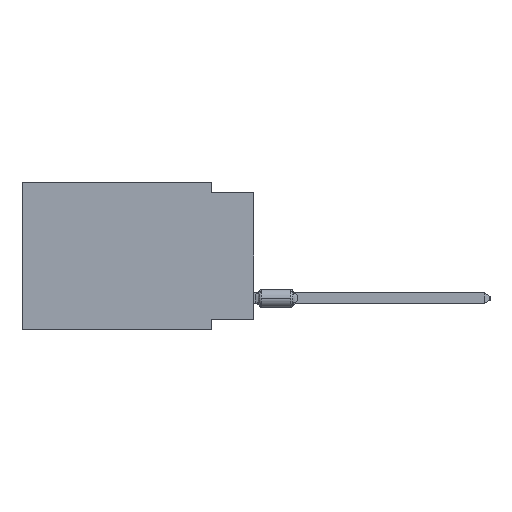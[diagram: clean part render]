
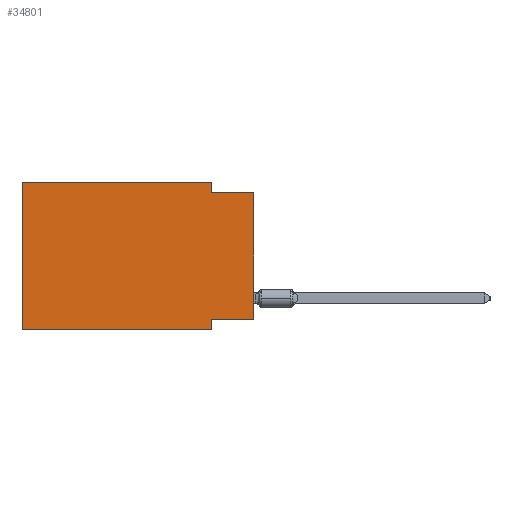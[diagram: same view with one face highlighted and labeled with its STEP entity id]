
A CAD part, left-side view. The second image highlights one B-rep face of the part: STEP entity #34801.
In plain terms, the highlighted planar face has unit normal (-1, 0, 0).
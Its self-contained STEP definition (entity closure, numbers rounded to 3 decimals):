
#389 = VERTEX_POINT ( 'NONE', #26683 ) ;
#1254 = VERTEX_POINT ( 'NONE', #3712 ) ;
#3712 = CARTESIAN_POINT ( 'NONE',  ( 0., 2.54, 0. ) ) ;
#5054 = CARTESIAN_POINT ( 'NONE',  ( 0., 2.54, 0. ) ) ;
#6727 = VERTEX_POINT ( 'NONE', #67701 ) ;
#7407 = ORIENTED_EDGE ( 'NONE', *, *, #20385, .F. ) ;
#7575 = VECTOR ( 'NONE', #68089, 1000. ) ;
#10102 = VERTEX_POINT ( 'NONE', #23821 ) ;
#10898 = VERTEX_POINT ( 'NONE', #30121 ) ;
#12290 = ORIENTED_EDGE ( 'NONE', *, *, #69333, .T. ) ;
#13510 = VERTEX_POINT ( 'NONE', #39107 ) ;
#13835 = EDGE_CURVE ( 'NONE', #6727, #13510, #61260, .T. ) ;
#13949 = LINE ( 'NONE', #19712, #58606 ) ;
#15692 = AXIS2_PLACEMENT_3D ( 'NONE', #65609, #64397, #34334 ) ;
#15907 = ORIENTED_EDGE ( 'NONE', *, *, #19582, .F. ) ;
#18417 = CARTESIAN_POINT ( 'NONE',  ( 0., 2.54, -0.635 ) ) ;
#19075 = CARTESIAN_POINT ( 'NONE',  ( 0., 13.97, 0. ) ) ;
#19582 = EDGE_CURVE ( 'NONE', #13510, #60992, #76495, .T. ) ;
#19712 = CARTESIAN_POINT ( 'NONE',  ( 0., 13.97, -8.89 ) ) ;
#20063 = CARTESIAN_POINT ( 'NONE',  ( 0., 2.54, -8.89 ) ) ;
#20385 = EDGE_CURVE ( 'NONE', #10898, #10102, #26468, .T. ) ;
#21423 = EDGE_CURVE ( 'NONE', #10102, #1254, #64535, .T. ) ;
#23778 = CARTESIAN_POINT ( 'NONE',  ( 0., 0., -8.255 ) ) ;
#23821 = CARTESIAN_POINT ( 'NONE',  ( 0., 13.97, 0. ) ) ;
#24442 = CARTESIAN_POINT ( 'NONE',  ( 0., 0., -0.635 ) ) ;
#25011 = DIRECTION ( 'NONE',  ( 0., 1., 0. ) ) ;
#25638 = ORIENTED_EDGE ( 'NONE', *, *, #54544, .F. ) ;
#25771 = CARTESIAN_POINT ( 'NONE',  ( 0., 0., 0. ) ) ;
#25843 = DIRECTION ( 'NONE',  ( 0., -1., 0. ) ) ;
#26468 = LINE ( 'NONE', #19075, #38405 ) ;
#26683 = CARTESIAN_POINT ( 'NONE',  ( 0., 0., -0.635 ) ) ;
#29361 = DIRECTION ( 'NONE',  ( 0., 0., -1. ) ) ;
#30121 = CARTESIAN_POINT ( 'NONE',  ( 0., 13.97, -8.89 ) ) ;
#34334 = DIRECTION ( 'NONE',  ( 0., 0., -1. ) ) ;
#34801 = ADVANCED_FACE ( 'NONE', ( #52859 ), #39295, .F. ) ;
#34862 = CARTESIAN_POINT ( 'NONE',  ( 0., 2.54, -8.89 ) ) ;
#36366 = LINE ( 'NONE', #5054, #71872 ) ;
#38405 = VECTOR ( 'NONE', #43810, 1000. ) ;
#38671 = ORIENTED_EDGE ( 'NONE', *, *, #49202, .T. ) ;
#39107 = CARTESIAN_POINT ( 'NONE',  ( 0., 2.54, -8.255 ) ) ;
#39295 = PLANE ( 'NONE',  #15692 ) ;
#42995 = LINE ( 'NONE', #24442, #7575 ) ;
#43810 = DIRECTION ( 'NONE',  ( 0., 0., 1. ) ) ;
#44809 = DIRECTION ( 'NONE',  ( 0., 0., -1. ) ) ;
#45192 = VECTOR ( 'NONE', #68609, 1000. ) ;
#49202 = EDGE_CURVE ( 'NONE', #10898, #60992, #13949, .T. ) ;
#52859 = FACE_OUTER_BOUND ( 'NONE', #77624, .T. ) ;
#53198 = EDGE_CURVE ( 'NONE', #1254, #75865, #36366, .T. ) ;
#54544 = EDGE_CURVE ( 'NONE', #75865, #389, #42995, .T. ) ;
#58606 = VECTOR ( 'NONE', #70759, 1000. ) ;
#58980 = VECTOR ( 'NONE', #25011, 1000. ) ;
#60992 = VERTEX_POINT ( 'NONE', #34862 ) ;
#61260 = LINE ( 'NONE', #23778, #58980 ) ;
#62722 = ORIENTED_EDGE ( 'NONE', *, *, #21423, .F. ) ;
#63254 = LINE ( 'NONE', #25771, #45192 ) ;
#64129 = CARTESIAN_POINT ( 'NONE',  ( 0., 13.97, 0. ) ) ;
#64397 = DIRECTION ( 'NONE',  ( 1., 0., 0. ) ) ;
#64535 = LINE ( 'NONE', #64129, #67387 ) ;
#65609 = CARTESIAN_POINT ( 'NONE',  ( 0., 13.97, 0. ) ) ;
#67387 = VECTOR ( 'NONE', #25843, 1000. ) ;
#67701 = CARTESIAN_POINT ( 'NONE',  ( 0., 0., -8.255 ) ) ;
#68089 = DIRECTION ( 'NONE',  ( 0., -1., 0. ) ) ;
#68609 = DIRECTION ( 'NONE',  ( 0., 0., 1. ) ) ;
#69333 = EDGE_CURVE ( 'NONE', #6727, #389, #63254, .T. ) ;
#70759 = DIRECTION ( 'NONE',  ( 0., -1., 0. ) ) ;
#71872 = VECTOR ( 'NONE', #29361, 1000. ) ;
#74562 = ORIENTED_EDGE ( 'NONE', *, *, #13835, .F. ) ;
#75865 = VERTEX_POINT ( 'NONE', #18417 ) ;
#76432 = ORIENTED_EDGE ( 'NONE', *, *, #53198, .F. ) ;
#76495 = LINE ( 'NONE', #20063, #77745 ) ;
#77624 = EDGE_LOOP ( 'NONE', ( #12290, #25638, #76432, #62722, #7407, #38671, #15907, #74562 ) ) ;
#77745 = VECTOR ( 'NONE', #44809, 1000. ) ;
